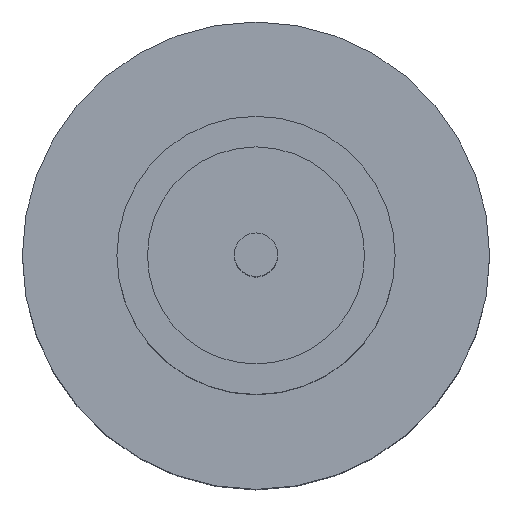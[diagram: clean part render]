
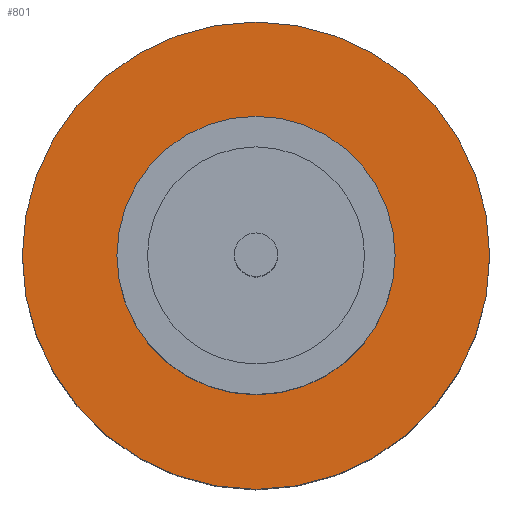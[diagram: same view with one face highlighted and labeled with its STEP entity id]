
A CAD part, top view. The second image highlights one B-rep face of the part: STEP entity #801.
In plain terms, the highlighted planar face has unit normal (0, 0, 1).
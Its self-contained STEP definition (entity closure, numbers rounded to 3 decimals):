
#7 = DIRECTION ( 'NONE',  ( 0., 0., 1. ) ) ;
#43 = ORIENTED_EDGE ( 'NONE', *, *, #169, .F. ) ;
#51 = AXIS2_PLACEMENT_3D ( 'NONE', #785, #485, #149 ) ;
#83 = VERTEX_POINT ( 'NONE', #653 ) ;
#101 = CARTESIAN_POINT ( 'NONE',  ( 0., 0., 1.55 ) ) ;
#103 = FACE_OUTER_BOUND ( 'NONE', #535, .T. ) ;
#122 = VERTEX_POINT ( 'NONE', #351 ) ;
#149 = DIRECTION ( 'NONE',  ( 1., 0., 0. ) ) ;
#169 = EDGE_CURVE ( 'NONE', #122, #398, #271, .T. ) ;
#188 = ORIENTED_EDGE ( 'NONE', *, *, #443, .T. ) ;
#229 = CARTESIAN_POINT ( 'NONE',  ( 0., 0., 1.55 ) ) ;
#271 = CIRCLE ( 'NONE', #582, 1.25 ) ;
#285 = CARTESIAN_POINT ( 'NONE',  ( 0., 0., 1.55 ) ) ;
#308 = ORIENTED_EDGE ( 'NONE', *, *, #347, .F. ) ;
#345 = DIRECTION ( 'NONE',  ( 0., 0., 1. ) ) ;
#347 = EDGE_CURVE ( 'NONE', #398, #122, #412, .T. ) ;
#351 = CARTESIAN_POINT ( 'NONE',  ( -1.25, 0., 1.55 ) ) ;
#398 = VERTEX_POINT ( 'NONE', #416 ) ;
#412 = CIRCLE ( 'NONE', #51, 1.25 ) ;
#413 = DIRECTION ( 'NONE',  ( 1., 0., 0. ) ) ;
#416 = CARTESIAN_POINT ( 'NONE',  ( 1.25, 0., 1.55 ) ) ;
#431 = EDGE_LOOP ( 'NONE', ( #308, #43 ) ) ;
#443 = EDGE_CURVE ( 'NONE', #829, #83, #591, .T. ) ;
#458 = CIRCLE ( 'NONE', #838, 2.1 ) ;
#467 = CARTESIAN_POINT ( 'NONE',  ( 0., 0., 1.55 ) ) ;
#485 = DIRECTION ( 'NONE',  ( 0., 0., 1. ) ) ;
#535 = EDGE_LOOP ( 'NONE', ( #188, #572 ) ) ;
#536 = EDGE_CURVE ( 'NONE', #83, #829, #458, .T. ) ;
#565 = DIRECTION ( 'NONE',  ( 0., 0., 1. ) ) ;
#572 = ORIENTED_EDGE ( 'NONE', *, *, #536, .T. ) ;
#582 = AXIS2_PLACEMENT_3D ( 'NONE', #467, #839, #800 ) ;
#591 = CIRCLE ( 'NONE', #780, 2.1 ) ;
#640 = FACE_BOUND ( 'NONE', #431, .T. ) ;
#653 = CARTESIAN_POINT ( 'NONE',  ( 2.1, 0., 1.55 ) ) ;
#728 = AXIS2_PLACEMENT_3D ( 'NONE', #101, #565, #767 ) ;
#762 = PLANE ( 'NONE',  #728 ) ;
#767 = DIRECTION ( 'NONE',  ( 1., 0., 0. ) ) ;
#778 = DIRECTION ( 'NONE',  ( 1., 0., 0. ) ) ;
#780 = AXIS2_PLACEMENT_3D ( 'NONE', #229, #7, #413 ) ;
#785 = CARTESIAN_POINT ( 'NONE',  ( 0., 0., 1.55 ) ) ;
#800 = DIRECTION ( 'NONE',  ( 1., 0., 0. ) ) ;
#801 = ADVANCED_FACE ( 'NONE', ( #640, #103 ), #762, .T. ) ;
#825 = CARTESIAN_POINT ( 'NONE',  ( -2.1, 0., 1.55 ) ) ;
#829 = VERTEX_POINT ( 'NONE', #825 ) ;
#838 = AXIS2_PLACEMENT_3D ( 'NONE', #285, #345, #778 ) ;
#839 = DIRECTION ( 'NONE',  ( 0., 0., 1. ) ) ;
